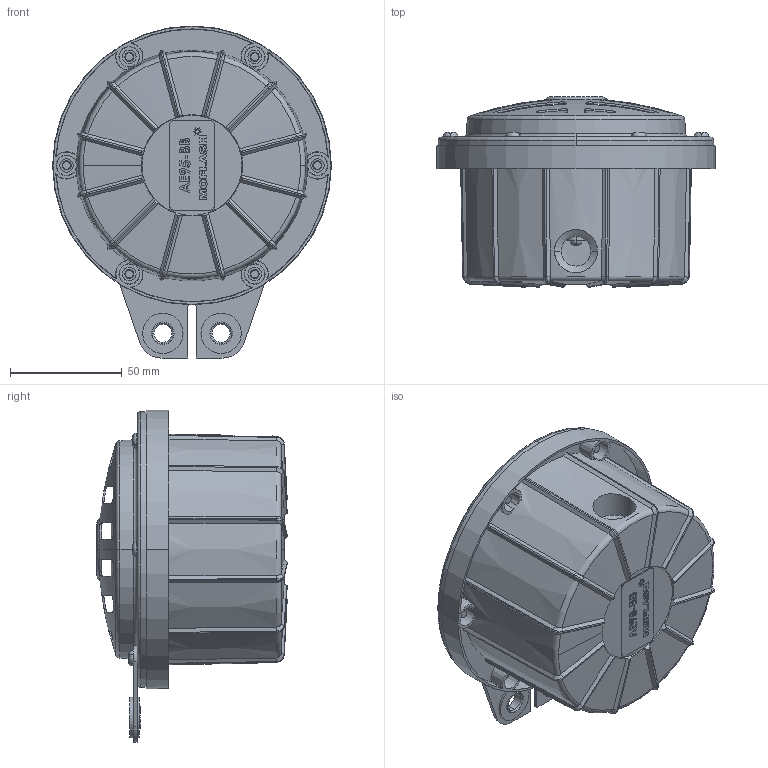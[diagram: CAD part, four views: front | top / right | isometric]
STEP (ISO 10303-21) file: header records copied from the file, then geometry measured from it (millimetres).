
FILE_DESCRIPTION (( 'STEP AP214' ), '1' );
FILE_NAME ('Moflash AE95-BB.STEP', '2020-10-14T11:28:13', ( '' ), ( '' ), 'SwSTEP 2.0', 'SolidWorks 2020', '' );
FILE_SCHEMA (( 'AUTOMOTIVE_DESIGN' ));
Length unit declared in the file: millimetre
Products named in the file (3): Moflash AE95-BB; AE95; AE95-BB
Assembly tree (2 placements, depth 2):
  Moflash AE95-BB
    AE95
    AE95-BB
Bounding box: 124.5 x 85.05 x 148.25 mm (x, y, z)
Volume: 352325.3 mm3; surface area: 146415 mm2
Topology: 40 solids, 40 shells, 1099 faces, 2873 edges, 1874 vertices
Faces by surface type: plane 559, cylinder 203, bspline 164, cone 98, torus 67, sphere 8
Entity records: 41976 total; most frequent: CARTESIAN_POINT 13257, ORIENTED_EDGE 5746, DIRECTION 4702, EDGE_CURVE 2873, VERTEX_POINT 1874, AXIS2_PLACEMENT_3D 1613, VECTOR 1476, LINE 1476
